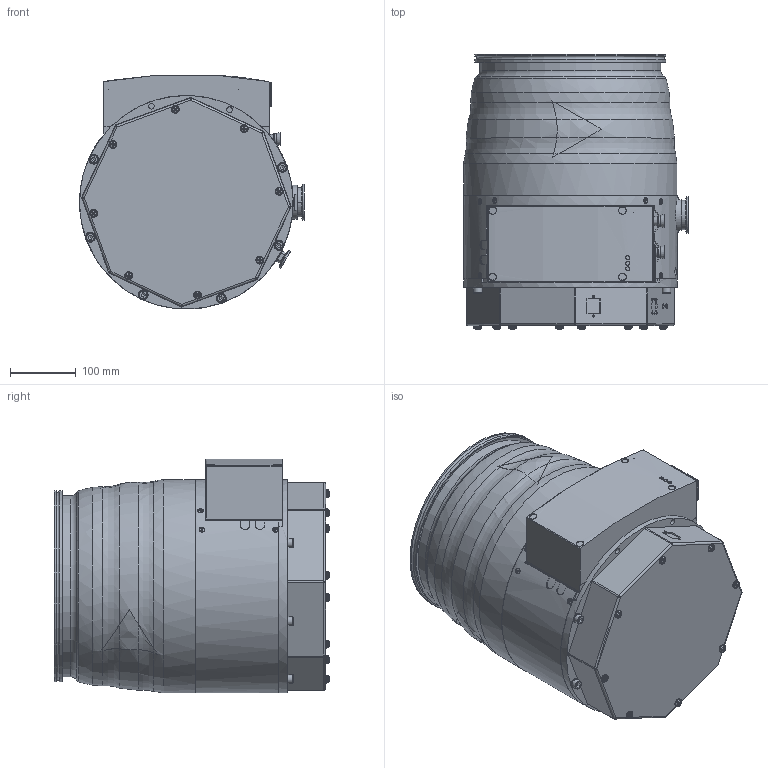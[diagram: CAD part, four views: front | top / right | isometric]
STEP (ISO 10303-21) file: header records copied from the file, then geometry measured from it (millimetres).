
FILE_DESCRIPTION((''),'2;1');
FILE_NAME('PM901740.stp','2009-04-30T11:20:08',('LOBACH-W'),(''),'Autodesk Inventor 2009','Autodesk Inventor 2009','');
FILE_SCHEMA(('AUTOMOTIVE_DESIGN { 1 0 10303 214 1 1 1 1 }'));
Length unit declared in the file: millimetre
Products named in the file (1): PM901740
Bounding box: 341.11 x 417.55 x 354.97 mm (x, y, z)
Volume: 31276760 mm3; surface area: 831630.3 mm2
Topology: 62 solids, 62 shells, 1530 faces, 3775 edges, 2446 vertices
Faces by surface type: plane 727, cylinder 403, bspline 174, cone 123, torus 75, sphere 28
Full cylindrical faces by diameter (mm): 3.2 x6, 5.459 x8, 6 x4, 7.53 x6, 7.8 x2, 8 x6, 10 x8, 11.5 x6, 12 x1, 13 x6, 13.5 x2, 15 x6, 15.5 x2, 16 x1, 16.5 x2, 19 x1, 24 x1, 261 x1, 275 x1, 286 x1, 290 x2, 320 x1, 324 x3
Entity records: 53286 total; most frequent: CARTESIAN_POINT 17835, DIRECTION 6921, ORIENTED_EDGE 6726, EDGE_CURVE 3363, AXIS2_PLACEMENT_3D 2749, VERTEX_POINT 2300, EDGE_LOOP 1913, STYLED_ITEM 1557
